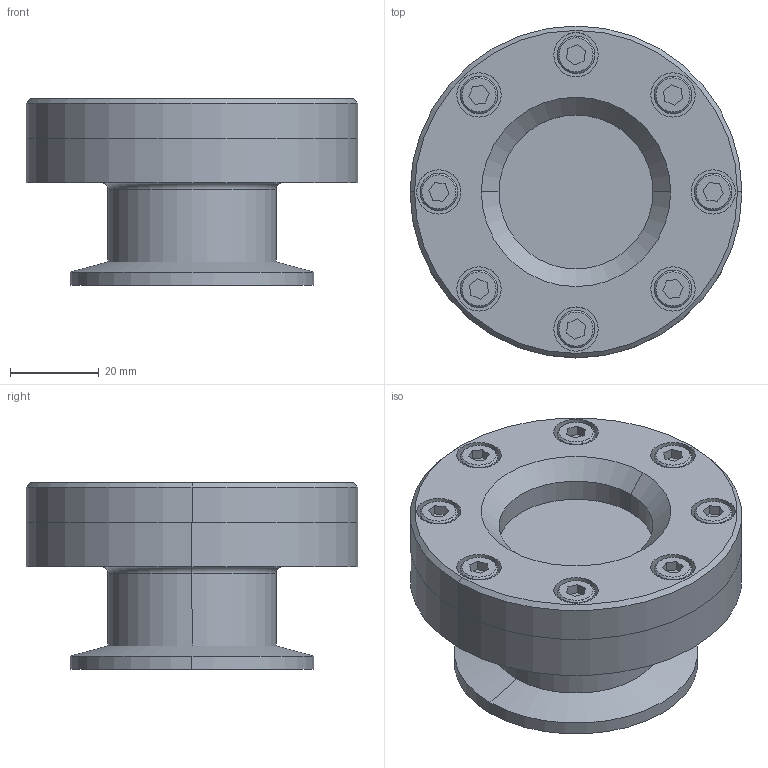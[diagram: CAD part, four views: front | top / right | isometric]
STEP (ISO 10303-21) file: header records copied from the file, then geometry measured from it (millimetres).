
FILE_DESCRIPTION (( 'STEP AP214' ), '1' );
FILE_NAME ('88202480-VWIN34PIxx-KF40.STEP', '2018-01-03T22:42:19', ( '' ), ( '' ), 'SwSTEP 2.0', 'SolidWorks 2017', '' );
FILE_SCHEMA (( 'AUTOMOTIVE_DESIGN' ));
Length unit declared in the file: millimetre
Products named in the file (1): 88202480-VWIN34PIxx-KF40
Bounding box: 75 x 75 x 42.2 mm (x, y, z)
Surface area: 31034.6 mm2 (no closed solid volume)
Topology: 0 solids, 19 shells, 165 faces, 414 edges, 280 vertices
Faces by surface type: plane 79, cylinder 62, cone 22, torus 2
Entity records: 6846 total; most frequent: DIRECTION 932, CARTESIAN_POINT 860, ORIENTED_EDGE 754, EDGE_CURVE 414, AXIS2_PLACEMENT_3D 352, VERTEX_POINT 280, LINE 228, VECTOR 228
